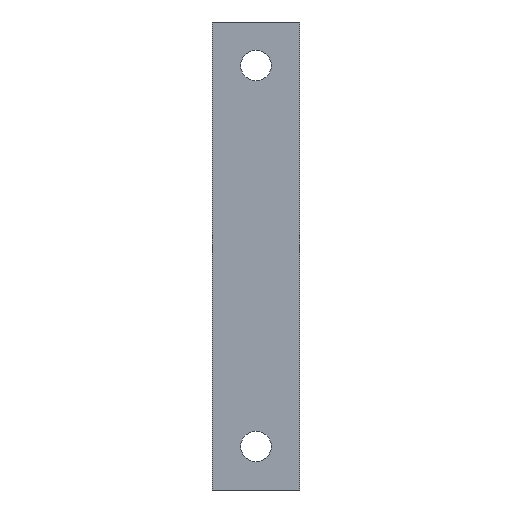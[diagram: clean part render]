
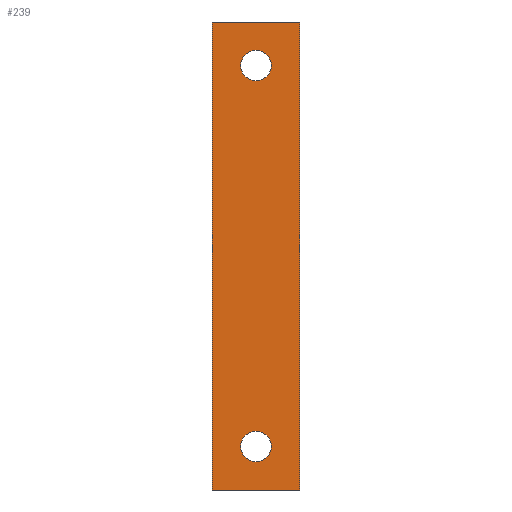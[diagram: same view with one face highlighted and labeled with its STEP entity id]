
A CAD part, left-side view. The second image highlights one B-rep face of the part: STEP entity #239.
In plain terms, the highlighted planar face has unit normal (-1, 0, 0).
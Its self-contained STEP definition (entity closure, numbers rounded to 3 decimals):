
#239=ADVANCED_FACE('',(#629,#630,#631),#628,.F.);
#628=PLANE('',#1194);
#629=FACE_OUTER_BOUND('',#1195,.T.);
#630=FACE_BOUND('',#1196,.T.);
#631=FACE_BOUND('',#1197,.T.);
#1191=CARTESIAN_POINT('',(0.,-4.8,-25.8));
#1192=DIRECTION('',(1.,0.,0.));
#1193=DIRECTION('',(0.,1.,0.));
#1194=AXIS2_PLACEMENT_3D('',#1191,#1192,#1193);
#1195=EDGE_LOOP('',(#1556,#1557,#1558,#1559));
#1196=EDGE_LOOP('',(#1560,#1561));
#1197=EDGE_LOOP('',(#1562,#1563));
#1556=ORIENTED_EDGE('',*,*,#1814,.T.);
#1557=ORIENTED_EDGE('',*,*,#1815,.F.);
#1558=ORIENTED_EDGE('',*,*,#1816,.F.);
#1559=ORIENTED_EDGE('',*,*,#1817,.T.);
#1560=ORIENTED_EDGE('',*,*,#1818,.F.);
#1561=ORIENTED_EDGE('',*,*,#1819,.F.);
#1562=ORIENTED_EDGE('',*,*,#1820,.T.);
#1563=ORIENTED_EDGE('',*,*,#1821,.T.);
#1814=EDGE_CURVE('',#2444,#2445,#2446,.T.);
#1815=EDGE_CURVE('',#2452,#2445,#2453,.T.);
#1816=EDGE_CURVE('',#2459,#2452,#2460,.T.);
#1817=EDGE_CURVE('',#2459,#2444,#2466,.T.);
#1818=EDGE_CURVE('',#2472,#2473,#2474,.T.);
#1819=EDGE_CURVE('',#2473,#2472,#2480,.T.);
#1820=EDGE_CURVE('',#2486,#2487,#2488,.T.);
#1821=EDGE_CURVE('',#2487,#2486,#2494,.T.);
#2444=VERTEX_POINT('',#3323);
#2445=VERTEX_POINT('',#3324);
#2446=LINE('',#3325,#3326);
#2452=VERTEX_POINT('',#3328);
#2453=LINE('',#3329,#3330);
#2459=VERTEX_POINT('',#3332);
#2460=LINE('',#3333,#3334);
#2466=LINE('',#3336,#3337);
#2472=VERTEX_POINT('',#3339);
#2473=VERTEX_POINT('',#3340);
#2474=CIRCLE('',#3344,1.4);
#2480=CIRCLE('',#3348,1.4);
#2486=VERTEX_POINT('',#3349);
#2487=VERTEX_POINT('',#3350);
#2488=CIRCLE('',#3354,1.4);
#2494=CIRCLE('',#3358,1.4);
#3323=CARTESIAN_POINT('',(0.,4.,-21.5));
#3324=CARTESIAN_POINT('',(0.,-4.,-21.5));
#3325=CARTESIAN_POINT('',(0.,4.,-21.5));
#3326=VECTOR('',#3327,8.);
#3327=DIRECTION('',(0.,-1.,0.));
#3328=CARTESIAN_POINT('',(0.,-4.,21.5));
#3329=CARTESIAN_POINT('',(0.,-4.,21.5));
#3330=VECTOR('',#3331,43.);
#3331=DIRECTION('',(0.,0.,-1.));
#3332=CARTESIAN_POINT('',(0.,4.,21.5));
#3333=CARTESIAN_POINT('',(0.,4.,21.5));
#3334=VECTOR('',#3335,8.);
#3335=DIRECTION('',(0.,-1.,0.));
#3336=CARTESIAN_POINT('',(0.,4.,21.5));
#3337=VECTOR('',#3338,43.);
#3338=DIRECTION('',(0.,0.,-1.));
#3339=CARTESIAN_POINT('',(0.,0.,16.1));
#3340=CARTESIAN_POINT('',(0.,0.,18.9));
#3341=CARTESIAN_POINT('',(0.,0.,17.5));
#3342=DIRECTION('',(-1.,0.,0.));
#3343=DIRECTION('',(0.,0.,1.));
#3344=AXIS2_PLACEMENT_3D('',#3341,#3342,#3343);
#3345=CARTESIAN_POINT('',(0.,0.,17.5));
#3346=DIRECTION('',(-1.,0.,0.));
#3347=DIRECTION('',(0.,0.,1.));
#3348=AXIS2_PLACEMENT_3D('',#3345,#3346,#3347);
#3349=CARTESIAN_POINT('',(0.,0.,-18.9));
#3350=CARTESIAN_POINT('',(0.,0.,-16.1));
#3351=CARTESIAN_POINT('',(0.,0.,-17.5));
#3352=DIRECTION('',(1.,0.,0.));
#3353=DIRECTION('',(0.,0.,-1.));
#3354=AXIS2_PLACEMENT_3D('',#3351,#3352,#3353);
#3355=CARTESIAN_POINT('',(0.,0.,-17.5));
#3356=DIRECTION('',(1.,0.,0.));
#3357=DIRECTION('',(0.,0.,-1.));
#3358=AXIS2_PLACEMENT_3D('',#3355,#3356,#3357);
